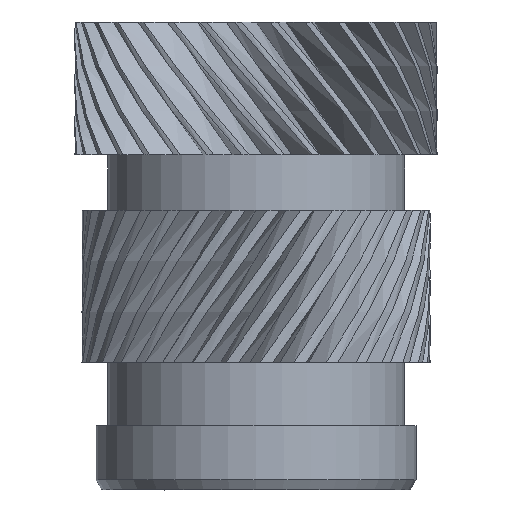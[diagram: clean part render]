
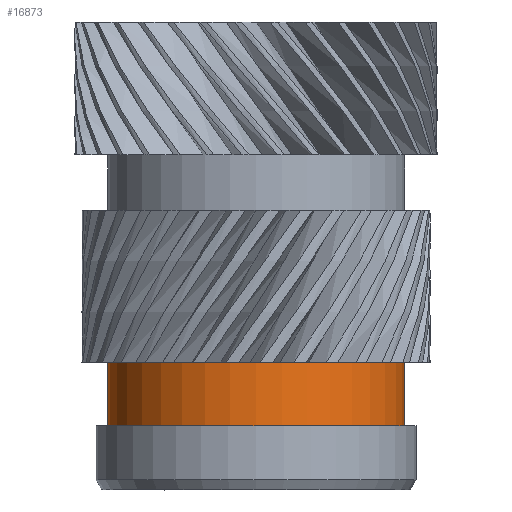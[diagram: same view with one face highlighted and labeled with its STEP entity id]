
A CAD part, front view. The second image highlights one B-rep face of the part: STEP entity #16873.
In plain terms, the highlighted cylindrical face has radius 2.57 mm (diameter 5.14 mm), a partial arc.
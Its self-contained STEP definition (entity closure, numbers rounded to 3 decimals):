
#710 = DIRECTION ( 'NONE',  ( 0., 0., 1. ) ) ;
#720 = VECTOR ( 'NONE', #710, 1000. ) ;
#782 = EDGE_LOOP ( 'NONE', ( #14891, #20574, #6510, #4453 ) ) ;
#1857 = VECTOR ( 'NONE', #6734, 1000. ) ;
#2179 = AXIS2_PLACEMENT_3D ( 'NONE', #8173, #19274, #9793 ) ;
#2542 = EDGE_CURVE ( 'NONE', #8712, #19081, #9252, .T. ) ;
#4010 = CARTESIAN_POINT ( 'NONE',  ( 2.57, 0., 1.11 ) ) ;
#4102 = VERTEX_POINT ( 'NONE', #8439 ) ;
#4427 = CARTESIAN_POINT ( 'NONE',  ( 0., 0., 1.11 ) ) ;
#4453 = ORIENTED_EDGE ( 'NONE', *, *, #11710, .F. ) ;
#5508 = VERTEX_POINT ( 'NONE', #9055 ) ;
#6030 = EDGE_CURVE ( 'NONE', #5508, #4102, #9869, .T. ) ;
#6059 = AXIS2_PLACEMENT_3D ( 'NONE', #8767, #19886, #10394 ) ;
#6094 = CIRCLE ( 'NONE', #2179, 2.57 ) ;
#6510 = ORIENTED_EDGE ( 'NONE', *, *, #6030, .T. ) ;
#6734 = DIRECTION ( 'NONE',  ( 0., 0., 1. ) ) ;
#7096 = CARTESIAN_POINT ( 'NONE',  ( -2.57, 0., 1.11 ) ) ;
#8173 = CARTESIAN_POINT ( 'NONE',  ( 0., 0., 1.11 ) ) ;
#8439 = CARTESIAN_POINT ( 'NONE',  ( 2.57, 0., 2.21 ) ) ;
#8712 = VERTEX_POINT ( 'NONE', #16264 ) ;
#8767 = CARTESIAN_POINT ( 'NONE',  ( 0., 0., 2.21 ) ) ;
#9055 = CARTESIAN_POINT ( 'NONE',  ( 2.57, 0., 1.11 ) ) ;
#9252 = LINE ( 'NONE', #7096, #720 ) ;
#9793 = DIRECTION ( 'NONE',  ( 1., 0., 0. ) ) ;
#9869 = LINE ( 'NONE', #4010, #1857 ) ;
#10394 = DIRECTION ( 'NONE',  ( 1., 0., 0. ) ) ;
#10524 = FACE_OUTER_BOUND ( 'NONE', #782, .T. ) ;
#11710 = EDGE_CURVE ( 'NONE', #19081, #4102, #20510, .T. ) ;
#13779 = EDGE_CURVE ( 'NONE', #8712, #5508, #6094, .T. ) ;
#14891 = ORIENTED_EDGE ( 'NONE', *, *, #2542, .F. ) ;
#16003 = AXIS2_PLACEMENT_3D ( 'NONE', #4427, #20273, #17097 ) ;
#16264 = CARTESIAN_POINT ( 'NONE',  ( -2.57, 0., 1.11 ) ) ;
#16873 = ADVANCED_FACE ( 'NONE', ( #10524 ), #18455, .T. ) ;
#17097 = DIRECTION ( 'NONE',  ( 1., 0., 0. ) ) ;
#18455 = CYLINDRICAL_SURFACE ( 'NONE', #16003, 2.57 ) ;
#19081 = VERTEX_POINT ( 'NONE', #20645 ) ;
#19274 = DIRECTION ( 'NONE',  ( 0., 0., 1. ) ) ;
#19886 = DIRECTION ( 'NONE',  ( 0., 0., 1. ) ) ;
#20273 = DIRECTION ( 'NONE',  ( 0., 0., 1. ) ) ;
#20510 = CIRCLE ( 'NONE', #6059, 2.57 ) ;
#20574 = ORIENTED_EDGE ( 'NONE', *, *, #13779, .T. ) ;
#20645 = CARTESIAN_POINT ( 'NONE',  ( -2.57, 0., 2.21 ) ) ;
